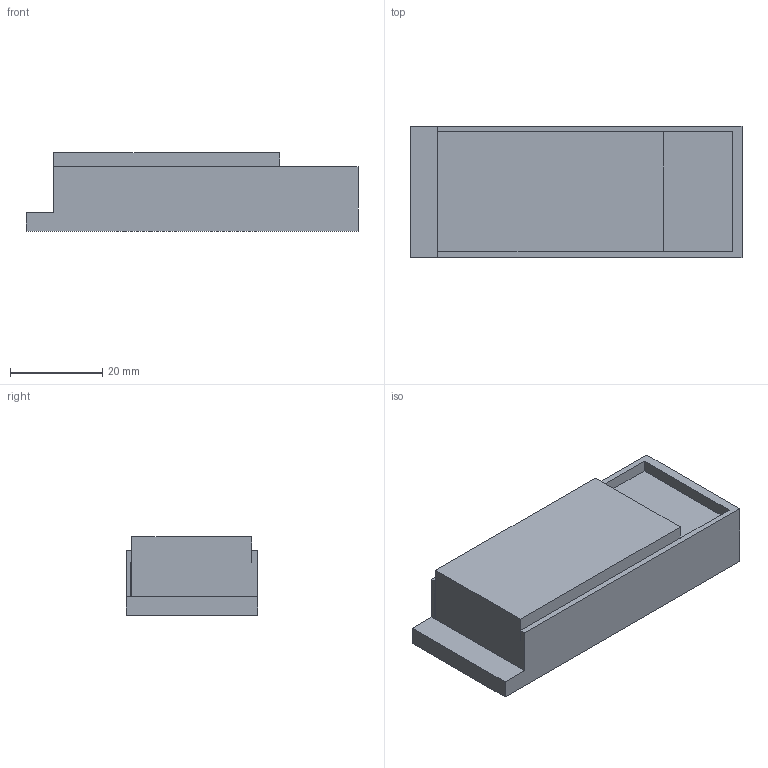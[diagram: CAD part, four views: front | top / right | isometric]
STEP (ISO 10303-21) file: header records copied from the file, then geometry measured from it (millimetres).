
FILE_DESCRIPTION(('STEP AP214'), '1');
FILE_NAME('Ñáîðêà ñèñòåìû ïèòàíèÿ', '', ('UNSPECIFIED'), ('UNSPECIFIED'), 'ASCON STEP Converter 1.6', 'ASCON Math Kernel', '');
FILE_SCHEMA(('AUTOMOTIVE_DESIGN { 1 0 10303 214 3 1 1}'));
Length unit declared in the file: millimetre
Assembly tree (3 placements, depth 2):
  (unnamed)
    (unnamed)  x3
Bounding box: 72 x 28.5 x 17 mm (x, y, z)
Surface area: 9449.6 mm2 (no closed solid volume)
Topology: 0 solids, 1 shells, 27 faces, 68 edges, 41 vertices
Faces by surface type: plane 27
Entity records: 1135 total; most frequent: CARTESIAN_POINT 141, ORIENTED_EDGE 132, DIRECTION 130, EDGE_CURVE 68, LINE 68, VECTOR 68, VERTEX_POINT 42, AXIS2_PLACEMENT_3D 31
